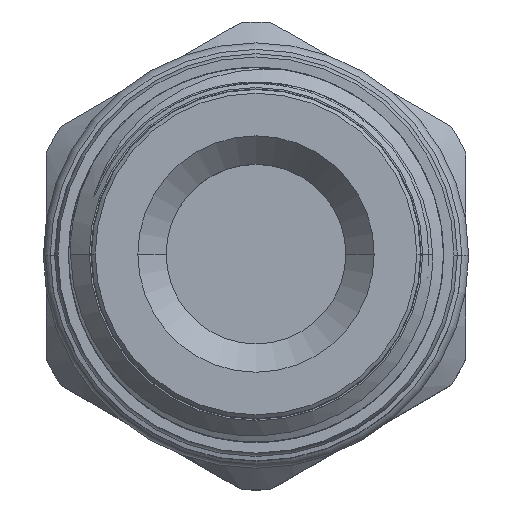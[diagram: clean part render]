
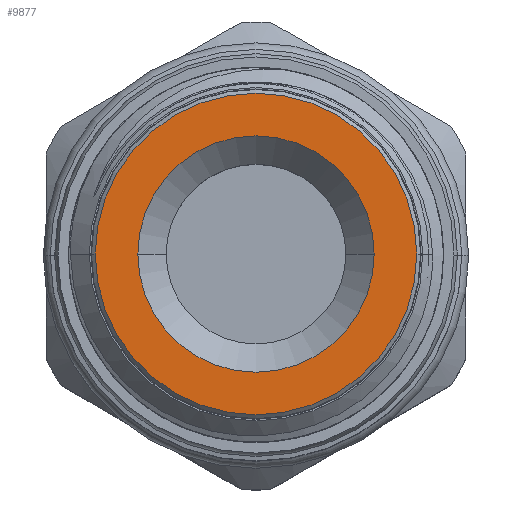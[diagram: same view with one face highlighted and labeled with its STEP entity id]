
A CAD part, top view. The second image highlights one B-rep face of the part: STEP entity #9877.
In plain terms, the highlighted planar face has unit normal (0, 0, 1).
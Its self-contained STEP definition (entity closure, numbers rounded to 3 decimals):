
#1352 = CARTESIAN_POINT ( 'NONE',  ( -6.265, 0., 64.93 ) ) ;
#1353 = CARTESIAN_POINT ( 'NONE',  ( 6.265, 0., 64.93 ) ) ;
#1382 = CARTESIAN_POINT ( 'NONE',  ( -8.525, 0., 64.93 ) ) ;
#1388 = CARTESIAN_POINT ( 'NONE',  ( 8.525, 0., 64.93 ) ) ;
#2011 = CARTESIAN_POINT ( 'NONE',  ( 0., 0., 64.93 ) ) ;
#2012 = DIRECTION ( 'NONE',  ( 0., 0., -1. ) ) ;
#2013 = DIRECTION ( 'NONE',  ( -1., 0., 0. ) ) ;
#2425 = CARTESIAN_POINT ( 'NONE',  ( 0., 0., 64.93 ) ) ;
#2426 = DIRECTION ( 'NONE',  ( 0., 0., 1. ) ) ;
#2427 = DIRECTION ( 'NONE',  ( -1., 0., 0. ) ) ;
#4314 = CARTESIAN_POINT ( 'NONE',  ( 0., 0., 64.93 ) ) ;
#4315 = DIRECTION ( 'NONE',  ( 0., 0., 1. ) ) ;
#4316 = DIRECTION ( 'NONE',  ( -1., 0., 0. ) ) ;
#4531 = CARTESIAN_POINT ( 'NONE',  ( 0., 0., 64.93 ) ) ;
#4532 = DIRECTION ( 'NONE',  ( 0., 0., -1. ) ) ;
#4533 = DIRECTION ( 'NONE',  ( -1., 0., 0. ) ) ;
#4638 = CIRCLE ( 'NONE', #13654, 8.525 ) ;
#4640 = CIRCLE ( 'NONE', #13656, 6.265 ) ;
#7812 = FACE_OUTER_BOUND ( 'NONE', #16156, .T. ) ;
#7821 = FACE_BOUND ( 'NONE', #16030, .T. ) ;
#8162 = CIRCLE ( 'NONE', #13547, 6.265 ) ;
#8221 = CIRCLE ( 'NONE', #13562, 8.525 ) ;
#9877 = ADVANCED_FACE ( 'NONE', ( #7812, #7821 ), #19516, .F. ) ;
#10969 = ORIENTED_EDGE ( 'NONE', *, *, #13027, .T. ) ;
#10970 = ORIENTED_EDGE ( 'NONE', *, *, #12759, .T. ) ;
#10971 = ORIENTED_EDGE ( 'NONE', *, *, #12694, .T. ) ;
#10972 = ORIENTED_EDGE ( 'NONE', *, *, #13049, .T. ) ;
#12006 = VERTEX_POINT ( 'NONE', #1352 ) ;
#12007 = VERTEX_POINT ( 'NONE', #1353 ) ;
#12041 = VERTEX_POINT ( 'NONE', #1382 ) ;
#12048 = VERTEX_POINT ( 'NONE', #1388 ) ;
#12694 = EDGE_CURVE ( 'NONE', #12007, #12006, #8162, .T. ) ;
#12759 = EDGE_CURVE ( 'NONE', #12048, #12041, #8221, .T. ) ;
#13027 = EDGE_CURVE ( 'NONE', #12041, #12048, #4638, .T. ) ;
#13049 = EDGE_CURVE ( 'NONE', #12006, #12007, #4640, .T. ) ;
#13439 = AXIS2_PLACEMENT_3D ( 'NONE', #19518, #19523, #19524 ) ;
#13547 = AXIS2_PLACEMENT_3D ( 'NONE', #2011, #2012, #2013 ) ;
#13562 = AXIS2_PLACEMENT_3D ( 'NONE', #2425, #2426, #2427 ) ;
#13654 = AXIS2_PLACEMENT_3D ( 'NONE', #4314, #4315, #4316 ) ;
#13656 = AXIS2_PLACEMENT_3D ( 'NONE', #4531, #4532, #4533 ) ;
#16030 = EDGE_LOOP ( 'NONE', ( #10971, #10972 ) ) ;
#16156 = EDGE_LOOP ( 'NONE', ( #10969, #10970 ) ) ;
#19516 = PLANE ( 'NONE',  #13439 ) ;
#19518 = CARTESIAN_POINT ( 'NONE',  ( 0., 0., 64.93 ) ) ;
#19523 = DIRECTION ( 'NONE',  ( 0., 0., -1. ) ) ;
#19524 = DIRECTION ( 'NONE',  ( -1., 0., 0. ) ) ;
